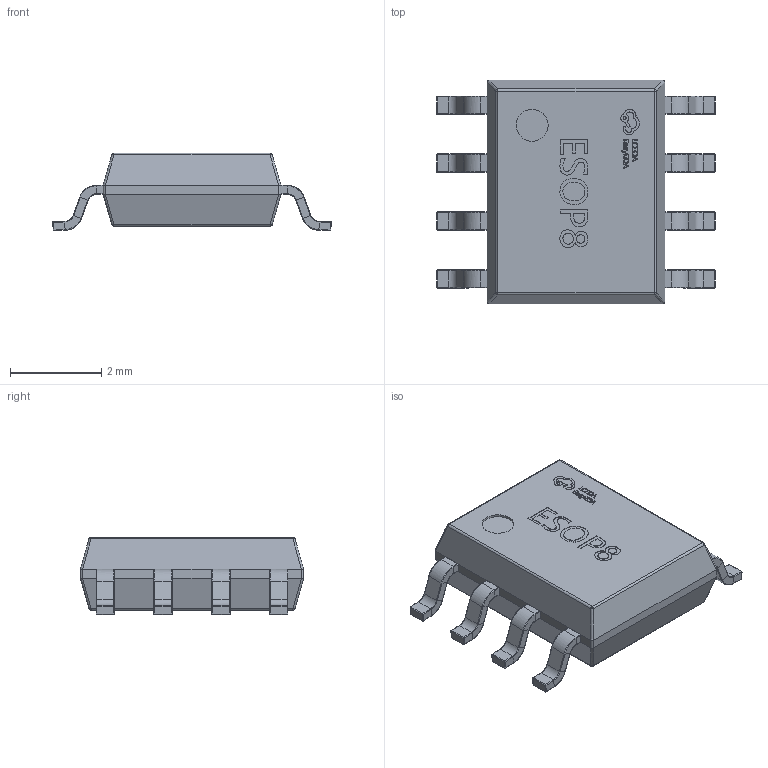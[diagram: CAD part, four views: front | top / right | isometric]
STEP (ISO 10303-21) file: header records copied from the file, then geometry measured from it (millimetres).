
FILE_DESCRIPTION(('Open CASCADE Model'),'2;1');
FILE_NAME('Open CASCADE Shape Model','2026-01-10T16:30:17',('Author'),( 'Open CASCADE'),'Open CASCADE STEP processor 7.9','Open CASCADE 7.9' ,'Unknown');
FILE_SCHEMA(('AUTOMOTIVE_DESIGN { 1 0 10303 214 1 1 1 1 }'));
Length unit declared in the file: millimetre
Products named in the file (1): COMPOUND
Bounding box: 6.11 x 4.9 x 1.7 mm (x, y, z)
Volume: 29.1 mm3; surface area: 75.4 mm2
Topology: 22 solids, 22 shells, 822 faces, 1923 edges, 1146 vertices
Faces by surface type: bspline 822
Entity records: 31152 total; most frequent: CARTESIAN_POINT 13837, ORIENTED_EDGE 3814, EDGE_CURVE 1907, B_SPLINE_CURVE_WITH_KNOTS 1431, VERTEX_POINT 1146, FACE_BOUND 851, EDGE_LOOP 851, PRESENTATION_STYLE_ASSIGNMENT 844
